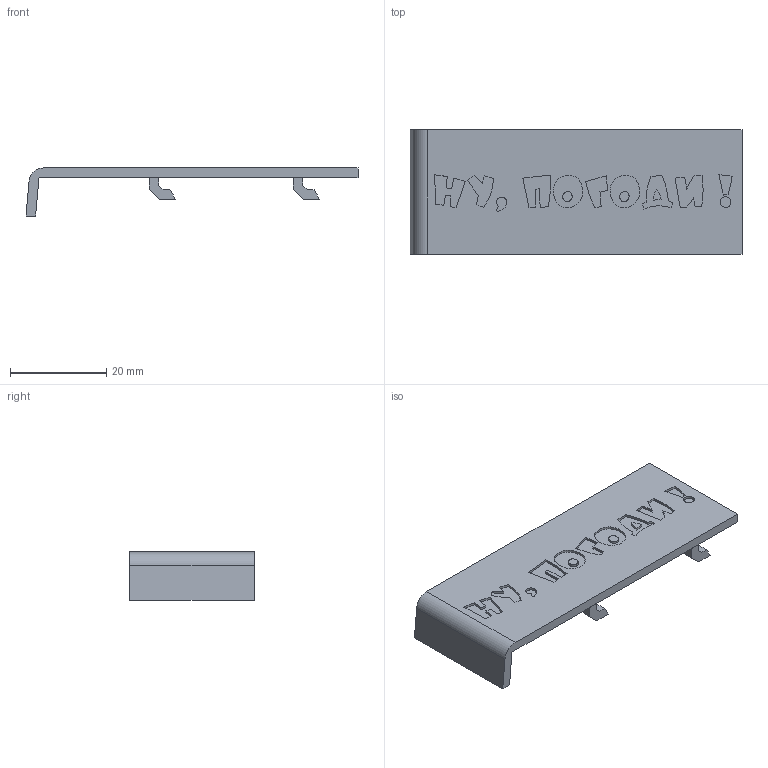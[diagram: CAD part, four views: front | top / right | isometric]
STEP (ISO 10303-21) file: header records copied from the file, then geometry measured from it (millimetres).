
FILE_DESCRIPTION (( 'STEP AP214' ), '1' );
FILE_NAME ('Lead.STEP', '2025-05-29T17:18:31', ( '' ), ( '' ), 'SwSTEP 2.0', 'SolidWorks 2025', '' );
FILE_SCHEMA (( 'AUTOMOTIVE_DESIGN' ));
Length unit declared in the file: millimetre
Products named in the file (1): Lead
Bounding box: 69.13 x 26 x 10 mm (x, y, z)
Volume: 3921.8 mm3; surface area: 4699.6 mm2
Topology: 3 solids, 3 shells, 159 faces, 417 edges, 278 vertices
Faces by surface type: bspline 80, plane 78, cylinder 1
Entity records: 7698 total; most frequent: CARTESIAN_POINT 4279, ORIENTED_EDGE 834, DIRECTION 419, EDGE_CURVE 417, VERTEX_POINT 278, VECTOR 255, LINE 255, EDGE_LOOP 173
